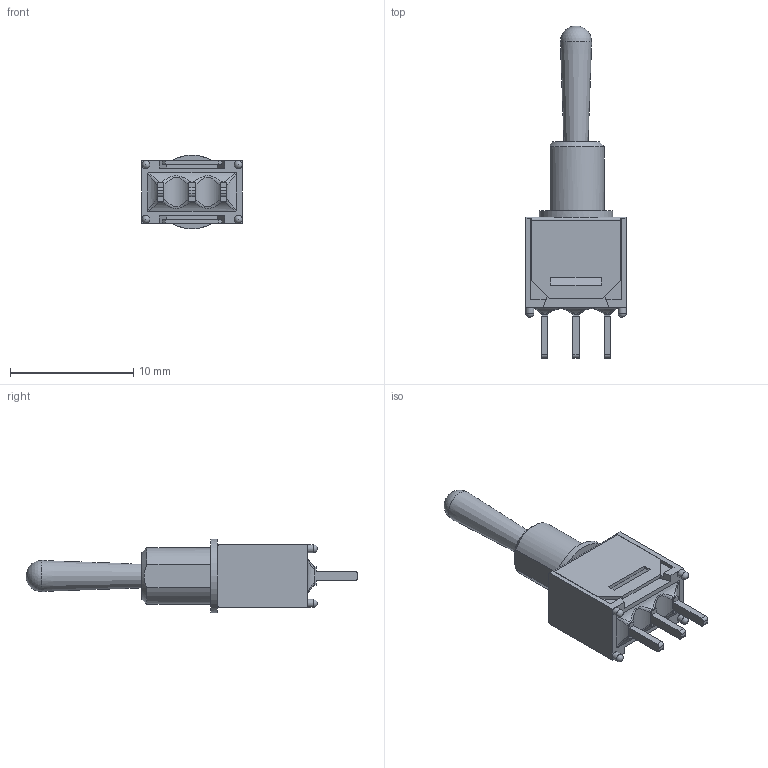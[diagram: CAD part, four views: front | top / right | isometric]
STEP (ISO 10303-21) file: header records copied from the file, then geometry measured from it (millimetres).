
FILE_DESCRIPTION(/* description */ (''),/* implementation_level */ '2;1');
FILE_NAME(/* name */ '200MSP3T1B1M2QEH-Switch-Colored.stp',/* time_stamp */ '2023-05-08T11:19:02+10:00',/* author */ ('totad'),/* organization */ (''),/* preprocessor_version */ 'ST-DEVELOPER v19',/* originating_system */ 'Autodesk Inventor 2023',/* authorisation */ '');
FILE_SCHEMA (('AUTOMOTIVE_DESIGN { 1 0 10303 214 3 1 1 }'));
Length unit declared in the file: millimetre
Products named in the file (1): 200MSP3T1B1M2QEH--3DModel-STEP-613395_Simplify_2
Bounding box: 8.13 x 26.93 x 6 mm (x, y, z)
Volume: 422.8 mm3; surface area: 611.6 mm2
Topology: 2 solids, 2 shells, 135 faces, 378 edges, 245 vertices
Faces by surface type: plane 96, cylinder 22, bspline 8, sphere 7, cone 2
Full cylindrical faces by diameter (mm): 0.65 x4, 3.25 x2, 6 x1
Entity records: 6373 total; most frequent: CARTESIAN_POINT 2807, ORIENTED_EDGE 740, DIRECTION 640, EDGE_CURVE 370, LINE 254, VECTOR 254, VERTEX_POINT 245, AXIS2_PLACEMENT_3D 193
